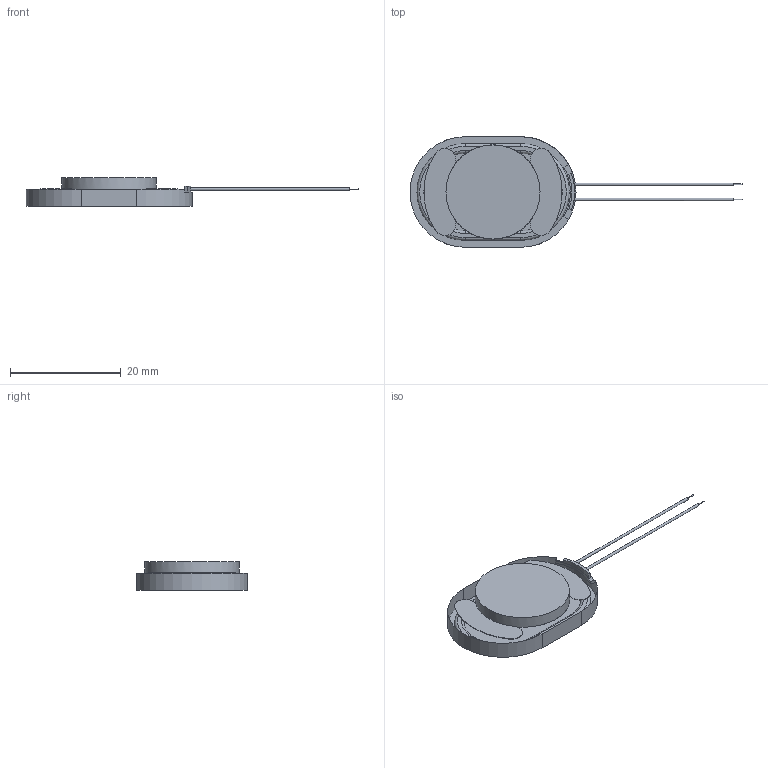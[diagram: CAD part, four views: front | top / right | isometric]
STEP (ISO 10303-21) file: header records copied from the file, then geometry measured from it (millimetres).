
FILE_DESCRIPTION(/* description */ ('Alibre Inc.'),/* implementation_level */ '2;1');
FILE_NAME(/* name */ 'export0',/* time_stamp */ '2018-11-14T20:26:23-06:00',/* author */ (''),/* organization */ (''),/* preprocessor_version */ 'ST-DEVELOPER v17',/* originating_system */ 'Alibre',/* authorisation */ '');
FILE_SCHEMA (('CONFIG_CONTROL_DESIGN'));
Length unit declared in the file: millimetre
Products named in the file (1): ID_1
Bounding box: 59.99 x 20 x 5.2 mm (x, y, z)
Volume: 1977.3 mm3; surface area: 1615 mm2
Topology: 1 solids, 1 shells, 57 faces, 129 edges, 84 vertices
Faces by surface type: cylinder 26, plane 23, bspline 4, torus 4
Full cylindrical faces by diameter (mm): 0.164 x2, 0.468 x2, 17 x1
Entity records: 2179 total; most frequent: CARTESIAN_POINT 861, ORIENTED_EDGE 244, DIRECTION 240, EDGE_CURVE 122, AXIS2_PLACEMENT_3D 107, VERTEX_POINT 82, EDGE_LOOP 72, FACE_BOUND 72
